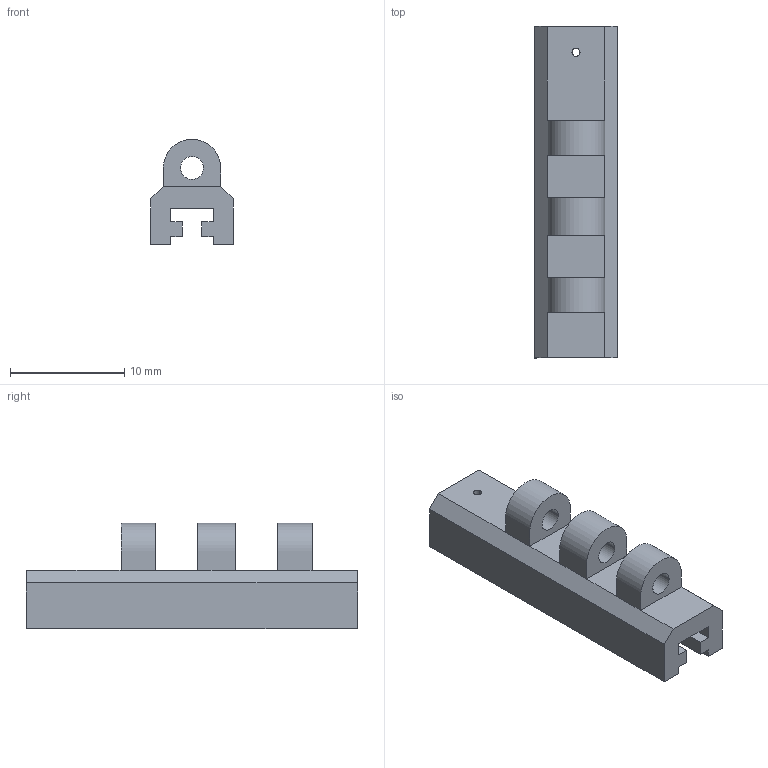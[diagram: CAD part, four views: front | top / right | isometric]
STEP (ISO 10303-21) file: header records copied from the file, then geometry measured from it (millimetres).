
FILE_DESCRIPTION(/* description */ (''),/* implementation_level */ '2;1');
FILE_NAME(/* name */ 'Chariot rail génois ',/* time_stamp */ '2019-01-14T16:26:20+01:00',/* author */ (''),/* organization */ (''),/* preprocessor_version */ 'ST-DEVELOPER v8',/* originating_system */ '',/* authorisation */ '');
FILE_SCHEMA (('CONFIG_CONTROL_DESIGN'));
Length unit declared in the file: millimetre
Products named in the file (1): 1
Bounding box: 7.2 x 29 x 9.2 mm (x, y, z)
Surface area: 1237.4 mm2 (no closed solid volume)
Topology: 0 solids, 1 shells, 40 faces, 132 edges, 93 vertices
Faces by surface type: bspline 40
Entity records: 1541 total; most frequent: CARTESIAN_POINT 733, ORIENTED_EDGE 261, EDGE_CURVE 132, VERTEX_POINT 93, B_SPLINE_CURVE_WITH_KNOTS 78, EDGE_LOOP 48, ADVANCED_FACE 40, FACE_OUTER_BOUND 40
